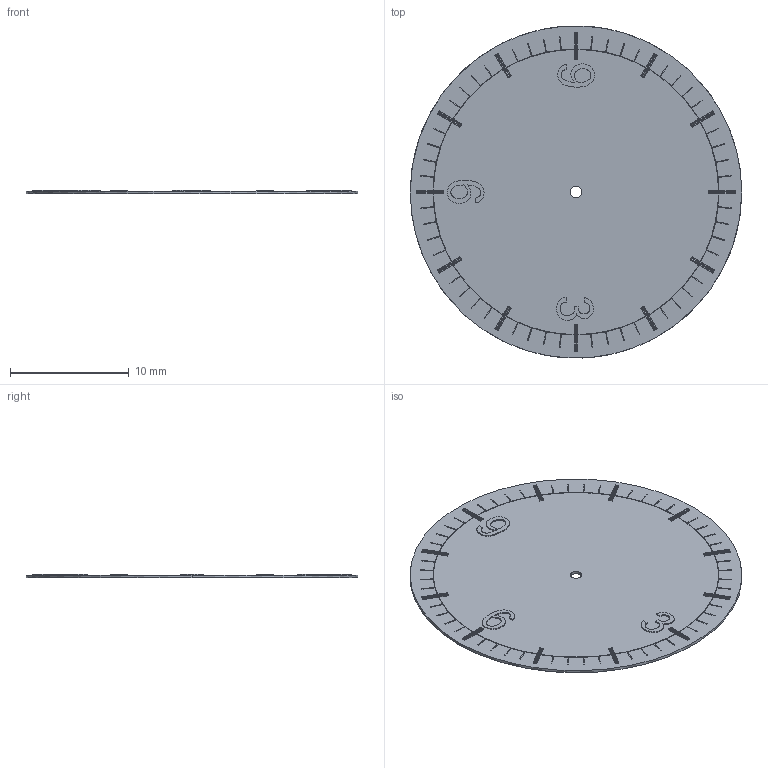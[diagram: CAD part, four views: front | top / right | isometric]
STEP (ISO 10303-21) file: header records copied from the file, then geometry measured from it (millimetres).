
FILE_DESCRIPTION(/* description */ (''),/* implementation_level */ '2;1');
FILE_NAME(/* name */ 'Watch Dial',/* time_stamp */ '2012-12-15T15:30:37-03:00',/* author */ (''),/* organization */ (''),/* preprocessor_version */ 'ST-DEVELOPER v10',/* originating_system */ '',/* authorisation */ '');
FILE_SCHEMA (('CONFIG_CONTROL_DESIGN'));
Length unit declared in the file: millimetre
Products named in the file (1): 1
Bounding box: 27.93 x 27.98 x 0.33 mm (x, y, z)
Volume: 140 mm3; surface area: 1304.6 mm2
Topology: 28 solids, 28 shells, 599 faces, 1322 edges, 779 vertices
Faces by surface type: plane 408, bspline 191
Entity records: 18173 total; most frequent: CARTESIAN_POINT 9677, ORIENTED_EDGE 2644, EDGE_CURVE 1322, VERTEX_POINT 779, EDGE_LOOP 605, ADVANCED_FACE 599, FACE_OUTER_BOUND 599, B_SPLINE_CURVE_WITH_KNOTS 555
